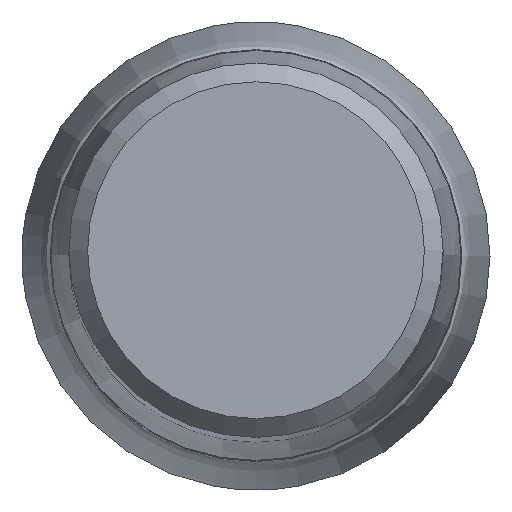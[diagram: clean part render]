
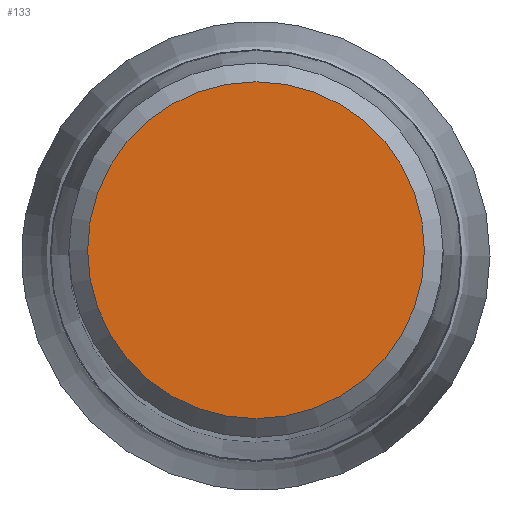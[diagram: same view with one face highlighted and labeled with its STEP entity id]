
A CAD part, top view. The second image highlights one B-rep face of the part: STEP entity #133.
In plain terms, the highlighted planar face has unit normal (0, 0, 1).
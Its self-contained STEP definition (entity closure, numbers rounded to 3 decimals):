
#110=PLANE('',#449);
#114=FACE_OUTER_BOUND('',#208,.T.);
#133=ADVANCED_FACE('CLONE_TP_FACE',(#114),#110,.T.);
#208=EDGE_LOOP('',(#248));
#248=ORIENTED_EDGE('',*,*,#308,.T.);
#286=VERTEX_POINT('',#626);
#308=EDGE_CURVE('',#286,#286,#328,.T.);
#328=CIRCLE('',#448,8.997);
#448=AXIS2_PLACEMENT_3D('',#625,#524,#525);
#449=AXIS2_PLACEMENT_3D('',#627,#526,#527);
#524=DIRECTION('',(0.,0.,1.));
#525=DIRECTION('',(1.,0.,0.));
#526=DIRECTION('',(0.,0.,1.));
#527=DIRECTION('',(-1.,0.,0.));
#625=CARTESIAN_POINT('',(0.,0.,0.));
#626=CARTESIAN_POINT('',(8.997,0.,0.));
#627=CARTESIAN_POINT('',(0.,0.,0.));
